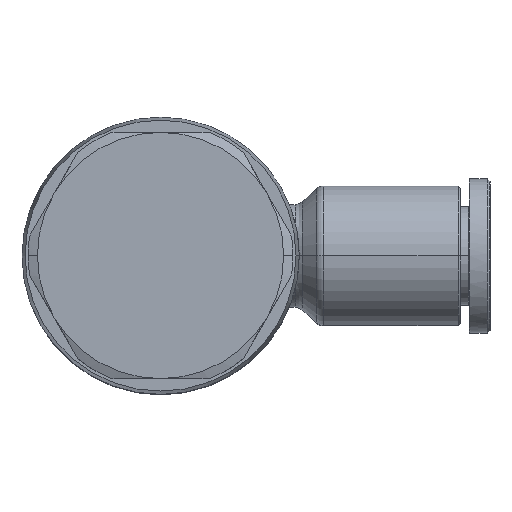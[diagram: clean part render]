
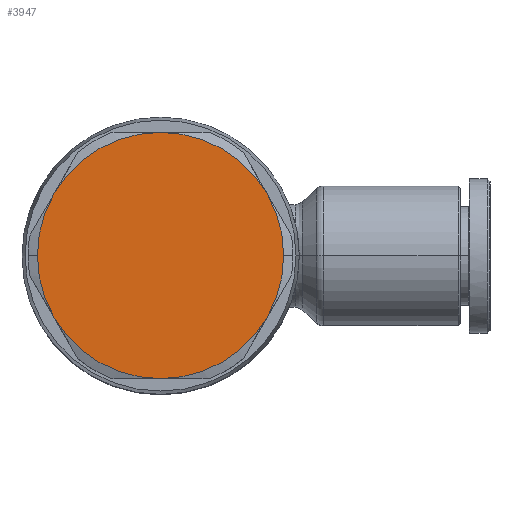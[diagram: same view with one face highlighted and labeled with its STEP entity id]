
A CAD part, top view. The second image highlights one B-rep face of the part: STEP entity #3947.
In plain terms, the highlighted planar face has unit normal (0, 0, 1).
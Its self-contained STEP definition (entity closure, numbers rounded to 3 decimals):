
#2871=CARTESIAN_POINT('',(20.5,0.,16.));
#2872=VERTEX_POINT('',#2871);
#2879=CARTESIAN_POINT('',(18.892,-6.,16.));
#2880=VERTEX_POINT('',#2879);
#2881=CARTESIAN_POINT('',(8.5,0.,16.));
#2882=DIRECTION('',(0.0,0.0,1.0));
#2883=DIRECTION('',(-1.0,0.0,0.0));
#2884=AXIS2_PLACEMENT_3D('',#2881,#2882,#2883);
#2885=CIRCLE('',#2884,12.);
#2886=EDGE_CURVE('',#2880,#2872,#2885,.T.);
#2910=CARTESIAN_POINT('',(-3.5,0.,16.));
#2911=VERTEX_POINT('',#2910);
#2919=CARTESIAN_POINT('',(-1.892,-6.,16.));
#2920=VERTEX_POINT('',#2919);
#2934=CARTESIAN_POINT('',(8.5,0.,16.));
#2935=DIRECTION('',(0.0,0.0,1.0));
#2936=DIRECTION('',(-1.0,0.0,0.0));
#2937=AXIS2_PLACEMENT_3D('',#2934,#2935,#2936);
#2938=CIRCLE('',#2937,12.);
#2939=EDGE_CURVE('',#2911,#2920,#2938,.T.);
#3361=CARTESIAN_POINT('',(8.5,-12.,16.));
#3362=VERTEX_POINT('',#3361);
#3398=CARTESIAN_POINT('',(8.5,0.,16.));
#3399=DIRECTION('',(0.0,0.0,1.0));
#3400=DIRECTION('',(-1.0,0.0,0.0));
#3401=AXIS2_PLACEMENT_3D('',#3398,#3399,#3400);
#3402=CIRCLE('',#3401,12.);
#3403=EDGE_CURVE('',#3362,#2880,#3402,.T.);
#3450=CARTESIAN_POINT('',(8.5,0.,16.));
#3451=DIRECTION('',(0.0,0.0,1.0));
#3452=DIRECTION('',(-1.0,0.0,0.0));
#3453=AXIS2_PLACEMENT_3D('',#3450,#3451,#3452);
#3454=CIRCLE('',#3453,12.);
#3455=EDGE_CURVE('',#2920,#3362,#3454,.T.);
#3466=CARTESIAN_POINT('',(-1.892,6.,16.));
#3467=VERTEX_POINT('',#3466);
#3468=CARTESIAN_POINT('',(8.5,0.,16.));
#3469=DIRECTION('',(0.0,0.0,1.0));
#3470=DIRECTION('',(-1.0,0.0,0.0));
#3471=AXIS2_PLACEMENT_3D('',#3468,#3469,#3470);
#3472=CIRCLE('',#3471,12.);
#3473=EDGE_CURVE('',#3467,#2911,#3472,.T.);
#3520=CARTESIAN_POINT('',(8.5,12.,16.));
#3521=VERTEX_POINT('',#3520);
#3522=CARTESIAN_POINT('',(8.5,0.,16.));
#3523=DIRECTION('',(0.0,0.0,1.0));
#3524=DIRECTION('',(-1.0,0.0,0.0));
#3525=AXIS2_PLACEMENT_3D('',#3522,#3523,#3524);
#3526=CIRCLE('',#3525,12.);
#3527=EDGE_CURVE('',#3521,#3467,#3526,.T.);
#3574=CARTESIAN_POINT('',(18.892,6.,16.));
#3575=VERTEX_POINT('',#3574);
#3576=CARTESIAN_POINT('',(8.5,0.,16.));
#3577=DIRECTION('',(0.0,0.0,1.0));
#3578=DIRECTION('',(-1.0,0.0,0.0));
#3579=AXIS2_PLACEMENT_3D('',#3576,#3577,#3578);
#3580=CIRCLE('',#3579,12.);
#3581=EDGE_CURVE('',#3575,#3521,#3580,.T.);
#3636=CARTESIAN_POINT('',(8.5,0.,16.));
#3637=DIRECTION('',(0.0,0.0,1.0));
#3638=DIRECTION('',(-1.0,0.0,0.0));
#3639=AXIS2_PLACEMENT_3D('',#3636,#3637,#3638);
#3640=CIRCLE('',#3639,12.);
#3641=EDGE_CURVE('',#2872,#3575,#3640,.T.);
#3932=CARTESIAN_POINT('',(8.5,0.,16.));
#3933=DIRECTION('',(0.0,0.0,1.0));
#3934=DIRECTION('',(-1.0,0.0,0.0));
#3935=AXIS2_PLACEMENT_3D('',#3932,#3933,#3934);
#3936=PLANE('',#3935);
#3937=ORIENTED_EDGE('',*,*,#2886,.T.);
#3938=ORIENTED_EDGE('',*,*,#3641,.T.);
#3939=ORIENTED_EDGE('',*,*,#3581,.T.);
#3940=ORIENTED_EDGE('',*,*,#3527,.T.);
#3941=ORIENTED_EDGE('',*,*,#3473,.T.);
#3942=ORIENTED_EDGE('',*,*,#2939,.T.);
#3943=ORIENTED_EDGE('',*,*,#3455,.T.);
#3944=ORIENTED_EDGE('',*,*,#3403,.T.);
#3945=EDGE_LOOP('',(#3937,#3938,#3939,#3940,#3941,#3942,#3943,#3944));
#3946=FACE_OUTER_BOUND('',#3945,.T.);
#3947=ADVANCED_FACE('',(#3946),#3936,.T.);
